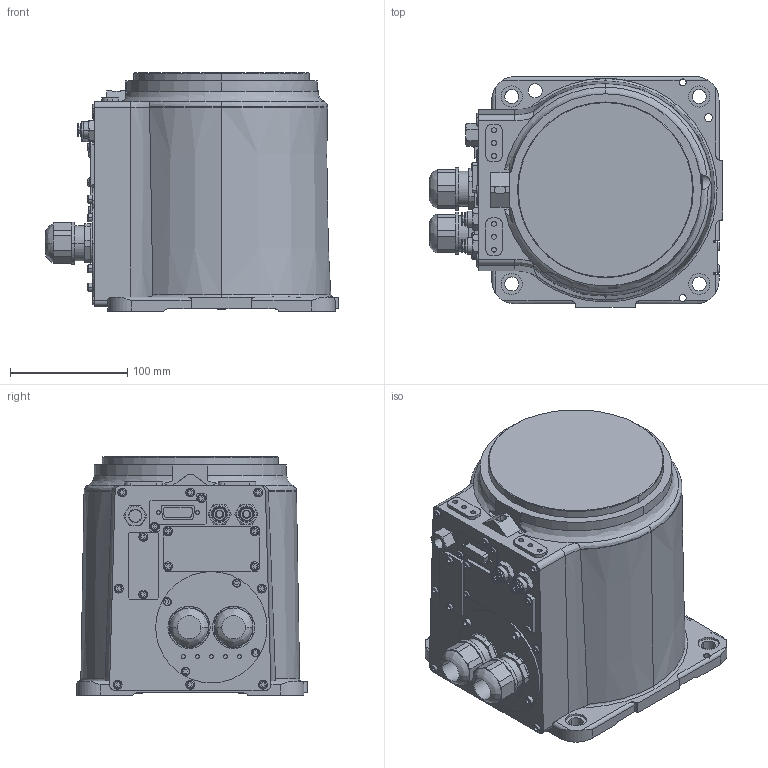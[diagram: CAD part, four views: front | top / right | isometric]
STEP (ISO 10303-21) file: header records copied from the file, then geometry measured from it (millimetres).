
FILE_DESCRIPTION (( 'STEP AP203' ), '1' );
FILE_NAME ('S5_BASE_Default_sldprt.STEP', '2022-08-05T07:27:47', ( '' ), ( '' ), 'SwSTEP 2.0', 'SolidWorks 2021', '' );
FILE_SCHEMA (( 'CONFIG_CONTROL_DESIGN' ));
Length unit declared in the file: millimetre
Products named in the file (1): S5_BASE_Default_sldprt
Bounding box: 250.2 x 197 x 203.5 mm (x, y, z)
Volume: 5930228 mm3; surface area: 230527.1 mm2
Topology: 1 solids, 1 shells, 856 faces, 2068 edges, 1325 vertices
Faces by surface type: plane 496, cylinder 220, bspline 76, cone 64
Entity records: 26982 total; most frequent: CARTESIAN_POINT 6843, DIRECTION 4161, ORIENTED_EDGE 4136, EDGE_CURVE 2068, AXIS2_PLACEMENT_3D 1450, VERTEX_POINT 1325, VECTOR 1261, LINE 1261
